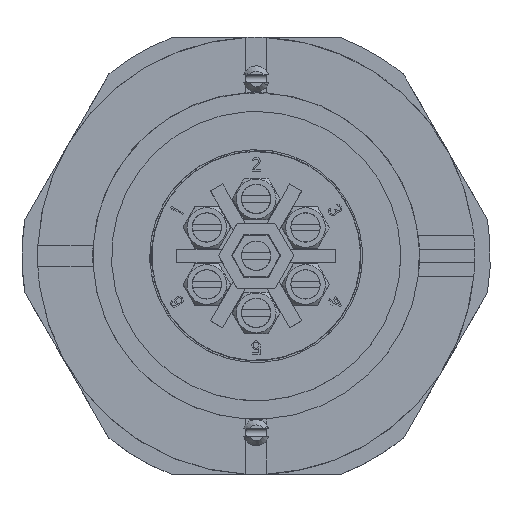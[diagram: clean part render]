
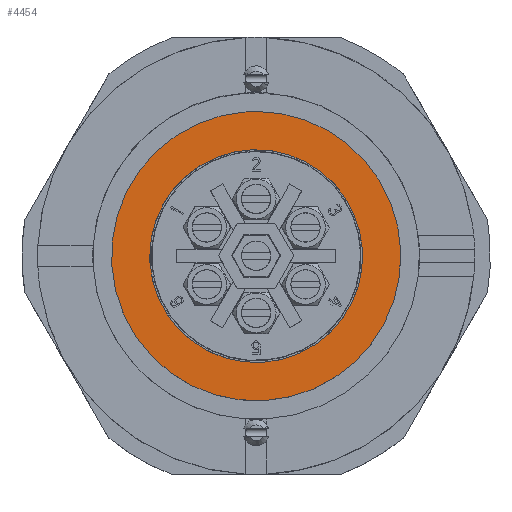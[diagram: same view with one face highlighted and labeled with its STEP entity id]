
A CAD part, top view. The second image highlights one B-rep face of the part: STEP entity #4454.
In plain terms, the highlighted planar face has unit normal (0, 0, 1).
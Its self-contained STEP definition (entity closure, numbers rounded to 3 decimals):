
#4454=ADVANCED_FACE('',(#8828,#8829),#8830,.F.);
#8828=FACE_OUTER_BOUND('',#12672,.T.);
#8829=FACE_BOUND('',#12673,.T.);
#8830=PLANE('',#12674);
#12672=EDGE_LOOP('',(#37080,#37081,#37082));
#12673=EDGE_LOOP('',(#37083,#37084,#37085));
#12674=AXIS2_PLACEMENT_3D('',#37086,#37087,#37088);
#37080=ORIENTED_EDGE('',*,*,#46462,.F.);
#37081=ORIENTED_EDGE('',*,*,#46461,.F.);
#37082=ORIENTED_EDGE('',*,*,#46693,.F.);
#37083=ORIENTED_EDGE('',*,*,#46458,.T.);
#37084=ORIENTED_EDGE('',*,*,#46694,.T.);
#37085=ORIENTED_EDGE('',*,*,#46459,.T.);
#37086=CARTESIAN_POINT('',(0.0,14.456,-9.18));
#37087=DIRECTION('',(0.0,0.0,-1.0));
#37088=DIRECTION('',(0.0,-1.0,0.0));
#46458=EDGE_CURVE('',#52015,#52013,#52016,.T.);
#46459=EDGE_CURVE('',#52008,#52015,#52017,.T.);
#46461=EDGE_CURVE('',#52018,#52021,#52022,.T.);
#46462=EDGE_CURVE('',#52021,#52023,#52024,.T.);
#46693=EDGE_CURVE('',#52023,#52018,#52408,.T.);
#46694=EDGE_CURVE('',#52013,#52008,#52409,.T.);
#52008=VERTEX_POINT('',#78908);
#52013=VERTEX_POINT('',#78914);
#52015=VERTEX_POINT('',#78917);
#52016=CIRCLE('',#78918,10.225);
#52017=CIRCLE('',#78919,10.225);
#52018=VERTEX_POINT('',#78920);
#52021=VERTEX_POINT('',#78924);
#52022=CIRCLE('',#78925,13.9);
#52023=VERTEX_POINT('',#78926);
#52024=CIRCLE('',#78927,13.9);
#52408=CIRCLE('',#80641,13.9);
#52409=CIRCLE('',#80642,10.225);
#78908=CARTESIAN_POINT('',(-10.205,-0.642,-9.18));
#78914=CARTESIAN_POINT('',(10.205,0.642,-9.18));
#78917=CARTESIAN_POINT('',(-10.225,0.0,-9.18));
#78918=AXIS2_PLACEMENT_3D('',#106752,#106753,#106754);
#78919=AXIS2_PLACEMENT_3D('',#106755,#106756,#106757);
#78920=CARTESIAN_POINT('',(-0.873,13.873,-9.18));
#78924=CARTESIAN_POINT('',(0.0,13.9,-9.18));
#78925=AXIS2_PLACEMENT_3D('',#106759,#106760,#106761);
#78926=CARTESIAN_POINT('',(0.873,-13.873,-9.18));
#78927=AXIS2_PLACEMENT_3D('',#106762,#106763,#106764);
#80641=AXIS2_PLACEMENT_3D('',#107079,#107080,#107081);
#80642=AXIS2_PLACEMENT_3D('',#107082,#107083,#107084);
#106752=CARTESIAN_POINT('',(0.0,0.0,-9.18));
#106753=DIRECTION('',(0.0,0.0,-1.0));
#106754=DIRECTION('',(-1.0,0.0,0.0));
#106755=CARTESIAN_POINT('',(0.0,0.0,-9.18));
#106756=DIRECTION('',(0.0,0.0,-1.0));
#106757=DIRECTION('',(-1.0,0.0,0.0));
#106759=CARTESIAN_POINT('',(0.0,0.0,-9.18));
#106760=DIRECTION('',(0.0,0.0,-1.0));
#106761=DIRECTION('',(0.0,-1.0,0.0));
#106762=CARTESIAN_POINT('',(0.0,0.0,-9.18));
#106763=DIRECTION('',(0.0,0.0,-1.0));
#106764=DIRECTION('',(0.0,-1.0,0.0));
#107079=CARTESIAN_POINT('',(0.0,0.0,-9.18));
#107080=DIRECTION('',(0.0,0.0,-1.0));
#107081=DIRECTION('',(0.0,-1.0,0.0));
#107082=CARTESIAN_POINT('',(0.0,0.0,-9.18));
#107083=DIRECTION('',(0.0,0.0,-1.0));
#107084=DIRECTION('',(-1.0,0.0,0.0));
